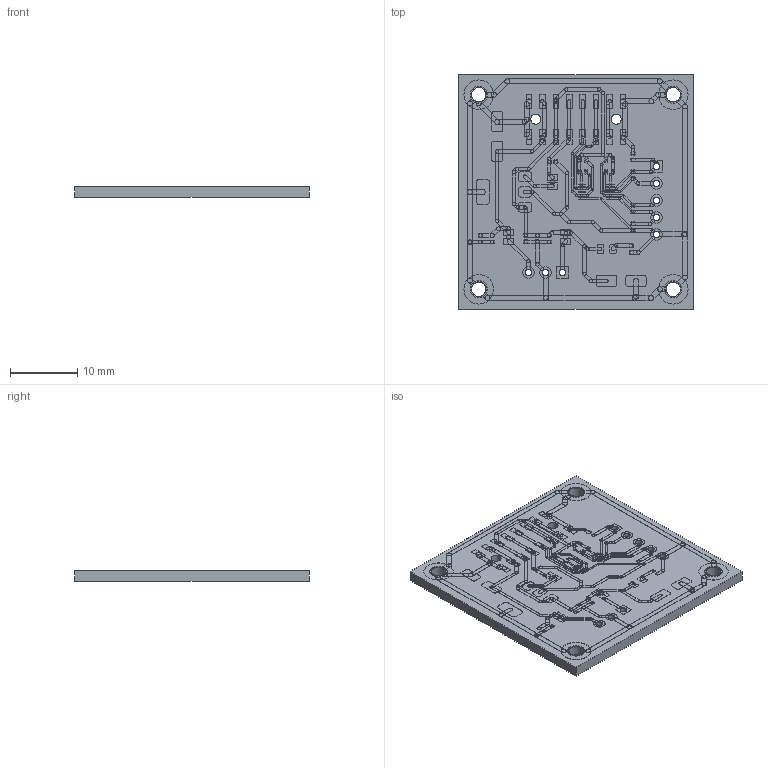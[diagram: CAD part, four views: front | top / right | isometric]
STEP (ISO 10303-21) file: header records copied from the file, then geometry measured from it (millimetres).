
FILE_DESCRIPTION(('KiCad electronic assembly'),'2;1');
FILE_NAME('1.step','2024-07-31T10:30:46',('Pcbnew'),('Kicad'), 'Open CASCADE STEP processor 7.6','KiCad to STEP converter','Unknown' );
FILE_SCHEMA(('AUTOMOTIVE_DESIGN { 1 0 10303 214 1 1 1 1 }'));
Length unit declared in the file: millimetre
Products named in the file (315): 1 1; printhead-pcb_track_1; printhead-pcb_track_2; printhead-pcb_track_3; printhead-pcb_track_4; printhead-pcb_track_5; printhead-pcb_track_6; printhead-pcb_track_7; printhead-pcb_track_8; printhead-pcb_track_9; printhead-pcb_track_10; printhead-pcb_track_11; printhead-pcb_track_12; printhead-pcb_track_13; printhead-pcb_track_14; printhead-pcb_track_15; printhead-pcb_track_16; printhead-pcb_track_17; printhead-pcb_track_18; printhead-pcb_track_19; printhead-pcb_track_20; printhead-pcb_track_21; printhead-pcb_track_22; printhead-pcb_track_23; printhead-pcb_track_24; printhead-pcb_track_25; printhead-pcb_track_26; printhead-pcb_track_27; printhead-pcb_track_28; printhead-pcb_track_29; printhead-pcb_track_30; printhead-pcb_track_31; printhead-pcb_track_32; printhead-pcb_track_33; printhead-pcb_track_34; printhead-pcb_track_35; printhead-pcb_track_36; printhead-pcb_track_37; printhead-pcb_track_38; printhead-pcb_track_39 ...
Assembly tree (314 placements, depth 2):
  1 1
    printhead-pcb_track_1
    printhead-pcb_track_2
    printhead-pcb_track_3
    printhead-pcb_track_4
    printhead-pcb_track_5
    printhead-pcb_track_6
    printhead-pcb_track_7
    printhead-pcb_track_8
    printhead-pcb_track_9
    printhead-pcb_track_10
    printhead-pcb_track_11
    printhead-pcb_track_12
    printhead-pcb_track_13
    printhead-pcb_track_14
    printhead-pcb_track_15
    printhead-pcb_track_16
    printhead-pcb_track_17
    printhead-pcb_track_18
    printhead-pcb_track_19
    printhead-pcb_track_20
    printhead-pcb_track_21
    printhead-pcb_track_22
    printhead-pcb_track_23
    printhead-pcb_track_24
    printhead-pcb_track_25
    printhead-pcb_track_26
    printhead-pcb_track_27
    printhead-pcb_track_28
    printhead-pcb_track_29
    printhead-pcb_track_30
    printhead-pcb_track_31
    printhead-pcb_track_32
    printhead-pcb_track_33
    printhead-pcb_track_34
    printhead-pcb_track_35
    printhead-pcb_track_36
    printhead-pcb_track_37
    printhead-pcb_track_38
    printhead-pcb_track_39
    printhead-pcb_track_40
    printhead-pcb_track_41
    printhead-pcb_track_42
    printhead-pcb_track_43
    printhead-pcb_track_44
    printhead-pcb_track_45
    printhead-pcb_track_46
    printhead-pcb_track_47
    printhead-pcb_track_48
    printhead-pcb_track_49
    printhead-pcb_track_50
    printhead-pcb_track_51
    printhead-pcb_track_52
    printhead-pcb_track_53
    printhead-pcb_track_54
    printhead-pcb_track_55
    printhead-pcb_track_56
    printhead-pcb_track_57
    printhead-pcb_track_58
    printhead-pcb_track_59
Bounding box: 35 x 35 x 1.67 mm (x, y, z)
Volume: 1939.9 mm3; surface area: 3981.6 mm2
Topology: 310 solids, 310 shells, 2811 faces, 6573 edges, 4382 vertices
Faces by surface type: plane 2340, cylinder 471
Full cylindrical faces by diameter (mm): 0.95 x24, 1 x16, 1.5 x2, 2.15 x20, 2.2 x8, 2.6 x8, 4.4 x8
Entity records: 87207 total; most frequent: CARTESIAN_POINT 14081, DIRECTION 13767, ORIENTED_EDGE 13146, EDGE_CURVE 6573, LINE 5631, VECTOR 5631, VERTEX_POINT 4382, AXIS2_PLACEMENT_3D 4068
